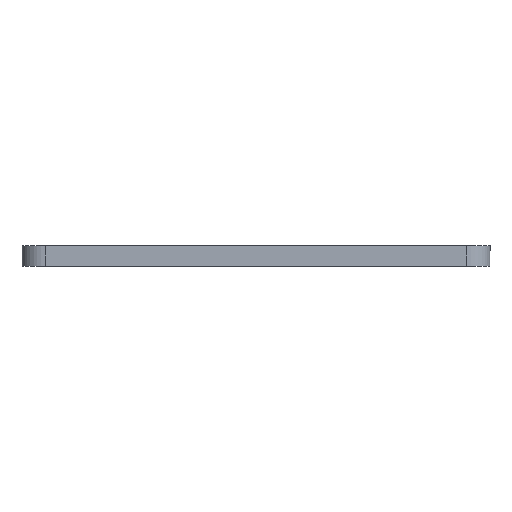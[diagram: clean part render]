
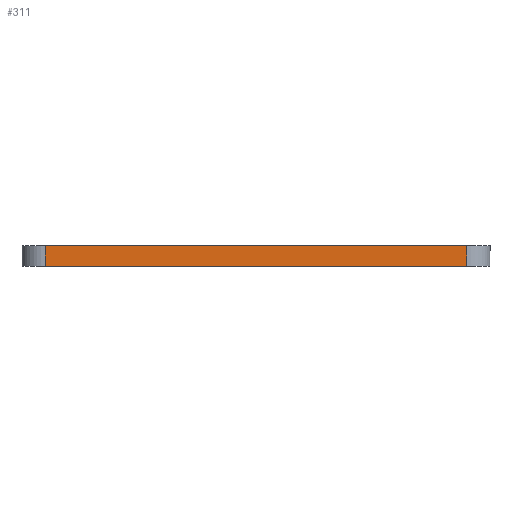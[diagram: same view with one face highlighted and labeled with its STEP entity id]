
A CAD part, front view. The second image highlights one B-rep face of the part: STEP entity #311.
In plain terms, the highlighted planar face has unit normal (0, -1, 0).
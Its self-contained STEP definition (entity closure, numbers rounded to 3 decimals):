
#16 = EDGE_CURVE ( 'NONE', #669, #1003, #154, .T. ) ;
#54 = FACE_OUTER_BOUND ( 'NONE', #1394, .T. ) ;
#116 = LINE ( 'NONE', #243, #1401 ) ;
#122 = CARTESIAN_POINT ( 'NONE',  ( 0., 0., 0. ) ) ;
#154 = LINE ( 'NONE', #302, #1054 ) ;
#181 = VERTEX_POINT ( 'NONE', #1523 ) ;
#241 = ORIENTED_EDGE ( 'NONE', *, *, #651, .F. ) ;
#243 = CARTESIAN_POINT ( 'NONE',  ( 570., 0., 26. ) ) ;
#266 = CARTESIAN_POINT ( 'NONE',  ( 30., 0., 0. ) ) ;
#296 = EDGE_CURVE ( 'NONE', #181, #731, #374, .T. ) ;
#302 = CARTESIAN_POINT ( 'NONE',  ( 0., 0., 26. ) ) ;
#311 = ADVANCED_FACE ( 'NONE', ( #54 ), #978, .F. ) ;
#333 = VECTOR ( 'NONE', #972, 1000. ) ;
#367 = DIRECTION ( 'NONE',  ( 0., 1., 0. ) ) ;
#374 = LINE ( 'NONE', #122, #333 ) ;
#436 = DIRECTION ( 'NONE',  ( 0., 0., 1. ) ) ;
#466 = VECTOR ( 'NONE', #436, 1000. ) ;
#530 = ORIENTED_EDGE ( 'NONE', *, *, #16, .F. ) ;
#651 = EDGE_CURVE ( 'NONE', #1003, #181, #116, .T. ) ;
#669 = VERTEX_POINT ( 'NONE', #1116 ) ;
#731 = VERTEX_POINT ( 'NONE', #266 ) ;
#888 = CARTESIAN_POINT ( 'NONE',  ( 570., 0., 26. ) ) ;
#937 = ORIENTED_EDGE ( 'NONE', *, *, #1216, .F. ) ;
#972 = DIRECTION ( 'NONE',  ( -1., 0., 0. ) ) ;
#978 = PLANE ( 'NONE',  #1448 ) ;
#1003 = VERTEX_POINT ( 'NONE', #888 ) ;
#1054 = VECTOR ( 'NONE', #1540, 1000. ) ;
#1116 = CARTESIAN_POINT ( 'NONE',  ( 30., 0., 26. ) ) ;
#1118 = LINE ( 'NONE', #1414, #466 ) ;
#1216 = EDGE_CURVE ( 'NONE', #731, #669, #1118, .T. ) ;
#1230 = CARTESIAN_POINT ( 'NONE',  ( 0., 0., 26. ) ) ;
#1235 = DIRECTION ( 'NONE',  ( 0., 0., 1. ) ) ;
#1356 = DIRECTION ( 'NONE',  ( 0., 0., -1. ) ) ;
#1394 = EDGE_LOOP ( 'NONE', ( #937, #1432, #241, #530 ) ) ;
#1401 = VECTOR ( 'NONE', #1356, 1000. ) ;
#1414 = CARTESIAN_POINT ( 'NONE',  ( 30., 0., 26. ) ) ;
#1432 = ORIENTED_EDGE ( 'NONE', *, *, #296, .F. ) ;
#1448 = AXIS2_PLACEMENT_3D ( 'NONE', #1230, #367, #1235 ) ;
#1523 = CARTESIAN_POINT ( 'NONE',  ( 570., 0., 0. ) ) ;
#1540 = DIRECTION ( 'NONE',  ( 1., 0., 0. ) ) ;
